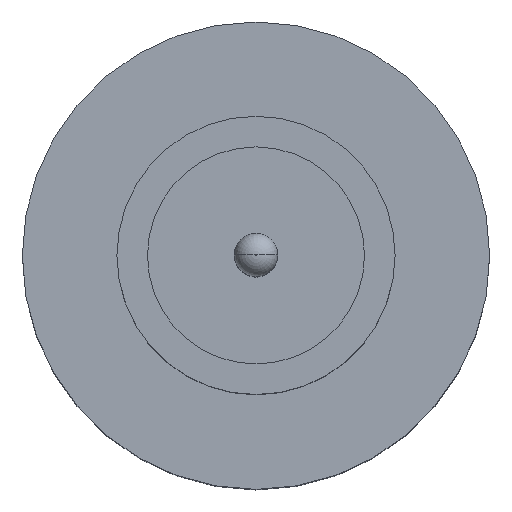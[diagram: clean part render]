
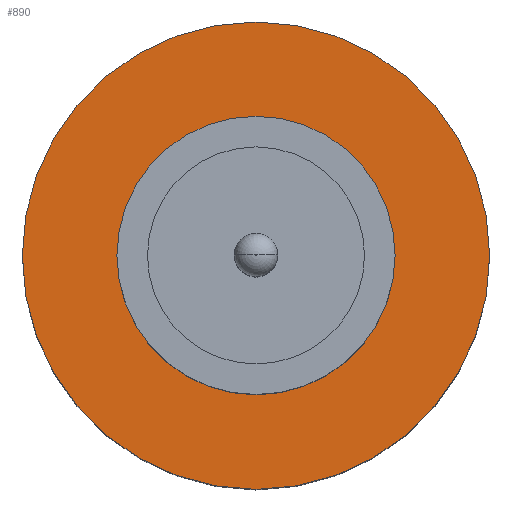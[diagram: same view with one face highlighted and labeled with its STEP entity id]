
A CAD part, top view. The second image highlights one B-rep face of the part: STEP entity #890.
In plain terms, the highlighted planar face has unit normal (0, 0, 1).
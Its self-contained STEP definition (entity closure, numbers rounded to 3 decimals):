
#1 = CARTESIAN_POINT ( 'NONE',  ( 1.25, 0., 1.55 ) ) ;
#6 = DIRECTION ( 'NONE',  ( 1., 0., 0. ) ) ;
#9 = VERTEX_POINT ( 'NONE', #693 ) ;
#34 = DIRECTION ( 'NONE',  ( 1., 0., 0. ) ) ;
#38 = CARTESIAN_POINT ( 'NONE',  ( 2.1, 0., 1.55 ) ) ;
#45 = VERTEX_POINT ( 'NONE', #1 ) ;
#60 = CIRCLE ( 'NONE', #174, 1.25 ) ;
#72 = AXIS2_PLACEMENT_3D ( 'NONE', #465, #121, #34 ) ;
#82 = ORIENTED_EDGE ( 'NONE', *, *, #352, .F. ) ;
#100 = EDGE_LOOP ( 'NONE', ( #82, #462 ) ) ;
#121 = DIRECTION ( 'NONE',  ( 0., 0., 1. ) ) ;
#153 = AXIS2_PLACEMENT_3D ( 'NONE', #747, #335, #6 ) ;
#173 = CARTESIAN_POINT ( 'NONE',  ( -2.1, 0., 1.55 ) ) ;
#174 = AXIS2_PLACEMENT_3D ( 'NONE', #606, #194, #190 ) ;
#187 = CARTESIAN_POINT ( 'NONE',  ( 0., 0., 1.55 ) ) ;
#190 = DIRECTION ( 'NONE',  ( 1., 0., 0. ) ) ;
#194 = DIRECTION ( 'NONE',  ( 0., 0., 1. ) ) ;
#242 = VERTEX_POINT ( 'NONE', #173 ) ;
#271 = EDGE_CURVE ( 'NONE', #242, #354, #749, .T. ) ;
#334 = CIRCLE ( 'NONE', #153, 2.1 ) ;
#335 = DIRECTION ( 'NONE',  ( 0., 0., 1. ) ) ;
#352 = EDGE_CURVE ( 'NONE', #45, #9, #432, .T. ) ;
#354 = VERTEX_POINT ( 'NONE', #38 ) ;
#365 = DIRECTION ( 'NONE',  ( 0., 0., 1. ) ) ;
#385 = EDGE_CURVE ( 'NONE', #9, #45, #60, .T. ) ;
#412 = ORIENTED_EDGE ( 'NONE', *, *, #438, .T. ) ;
#432 = CIRCLE ( 'NONE', #72, 1.25 ) ;
#438 = EDGE_CURVE ( 'NONE', #354, #242, #334, .T. ) ;
#447 = DIRECTION ( 'NONE',  ( 1., 0., 0. ) ) ;
#462 = ORIENTED_EDGE ( 'NONE', *, *, #385, .F. ) ;
#465 = CARTESIAN_POINT ( 'NONE',  ( 0., 0., 1.55 ) ) ;
#471 = PLANE ( 'NONE',  #884 ) ;
#533 = FACE_BOUND ( 'NONE', #100, .T. ) ;
#576 = DIRECTION ( 'NONE',  ( 1., 0., 0. ) ) ;
#606 = CARTESIAN_POINT ( 'NONE',  ( 0., 0., 1.55 ) ) ;
#631 = FACE_OUTER_BOUND ( 'NONE', #668, .T. ) ;
#653 = CARTESIAN_POINT ( 'NONE',  ( 0., 0., 1.55 ) ) ;
#668 = EDGE_LOOP ( 'NONE', ( #694, #412 ) ) ;
#693 = CARTESIAN_POINT ( 'NONE',  ( -1.25, 0., 1.55 ) ) ;
#694 = ORIENTED_EDGE ( 'NONE', *, *, #271, .T. ) ;
#744 = AXIS2_PLACEMENT_3D ( 'NONE', #653, #794, #447 ) ;
#747 = CARTESIAN_POINT ( 'NONE',  ( 0., 0., 1.55 ) ) ;
#749 = CIRCLE ( 'NONE', #744, 2.1 ) ;
#794 = DIRECTION ( 'NONE',  ( 0., 0., 1. ) ) ;
#884 = AXIS2_PLACEMENT_3D ( 'NONE', #187, #365, #576 ) ;
#890 = ADVANCED_FACE ( 'NONE', ( #533, #631 ), #471, .T. ) ;
